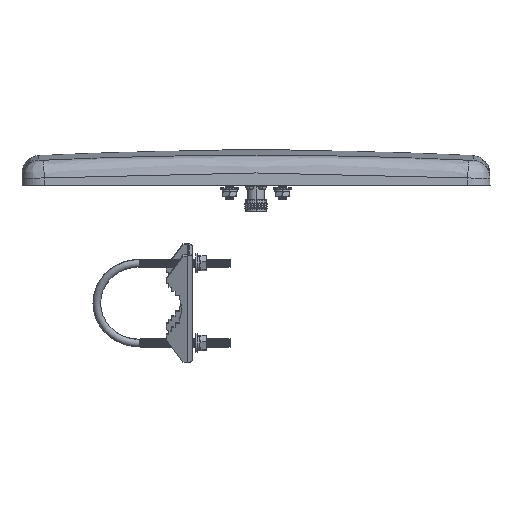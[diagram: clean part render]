
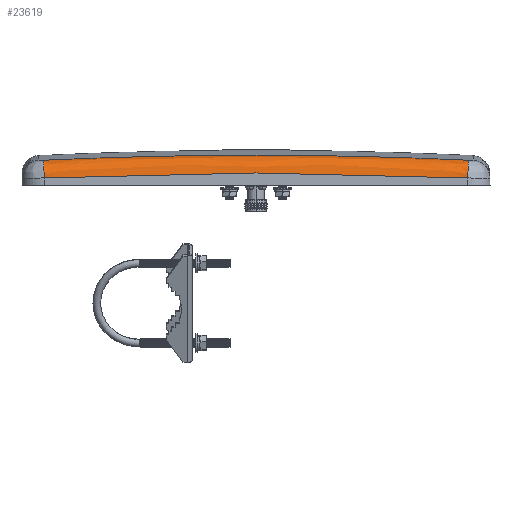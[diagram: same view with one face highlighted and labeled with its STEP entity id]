
A CAD part, top view. The second image highlights one B-rep face of the part: STEP entity #23619.
In plain terms, the highlighted free-form (B-spline) face has degree [3, 3] with [4, 4] control points.
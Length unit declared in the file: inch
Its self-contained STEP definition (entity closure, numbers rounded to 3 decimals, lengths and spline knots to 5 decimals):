
#4378 = CARTESIAN_POINT ( 'NONE',  ( -1.87892, 0.98319, 5.75114 ) ) ;
#4794 = CARTESIAN_POINT ( 'NONE',  ( 1.87568, 0.7775, 6.20079 ) ) ;
#5959 = ORIENTED_EDGE ( 'NONE', *, *, #55014, .T. ) ;
#10525 = FACE_OUTER_BOUND ( 'NONE', #35734, .T. ) ;
#13065 = VERTEX_POINT ( 'NONE', #66928 ) ;
#13450 = CIRCLE ( 'NONE', #21410, 119.04236 ) ;
#15324 = CARTESIAN_POINT ( 'NONE',  ( 5.61024, 0.33403, 6.20079 ) ) ;
#15658 = CARTESIAN_POINT ( 'NONE',  ( -5.61024, 0.33403, 6.20079 ) ) ;
#17135 = CARTESIAN_POINT ( 'NONE',  ( -5.62283, 0.6, 6.20079 ) ) ;
#20384 = VERTEX_POINT ( 'NONE', #50589 ) ;
#21410 = AXIS2_PLACEMENT_3D ( 'NONE', #38075, #40785, #66097 ) ;
#22590 = CARTESIAN_POINT ( 'NONE',  ( 1.87892, 0.98319, 5.75114 ) ) ;
#23619 = ADVANCED_FACE ( 'NONE', ( #10525 ), #70565, .T. ) ;
#23858 = CARTESIAN_POINT ( 'NONE',  ( -1.87148, 0.51113, 6.20079 ) ) ;
#25189 = CARTESIAN_POINT ( 'NONE',  ( 5.63154, 0.78369, 6.20079 ) ) ;
#30003 = CARTESIAN_POINT ( 'NONE',  ( 5.63256, 0.80539, 5.75114 ) ) ;
#33671 =( BOUNDED_CURVE ( )  B_SPLINE_CURVE ( 3, ( #60088, #66688, #47656, #15658 ),
 .UNSPECIFIED., .F., .F. ) 
 B_SPLINE_CURVE_WITH_KNOTS ( ( 4, 4 ),
 ( 0., 1. ),
 .UNSPECIFIED. ) 
 CURVE ( )  GEOMETRIC_REPRESENTATION_ITEM ( )  RATIONAL_B_SPLINE_CURVE ( ( 1., 0.816, 0.816, 1. ) ) 
 REPRESENTATION_ITEM ( '' )  );
#34967 = CARTESIAN_POINT ( 'NONE',  ( 5.61024, 0.33403, 6.20079 ) ) ;
#35734 = EDGE_LOOP ( 'NONE', ( #72042, #67359, #5959, #77490 ) ) ;
#36236 = CARTESIAN_POINT ( 'NONE',  ( -1.87872, 0.97034, 6.0171 ) ) ;
#37851 = EDGE_CURVE ( 'NONE', #13065, #72166, #13450, .T. ) ;
#38075 = CARTESIAN_POINT ( 'NONE',  ( 0., -118.10364, 5.75114 ) ) ;
#39050 =( BOUNDED_CURVE ( )  B_SPLINE_CURVE ( 2, ( #63304, #25189, #81037 ),
 .UNSPECIFIED., .F., .F. ) 
 B_SPLINE_CURVE_WITH_KNOTS ( ( 3, 3 ),
 ( 0., 1. ),
 .UNSPECIFIED. ) 
 CURVE ( )  GEOMETRIC_REPRESENTATION_ITEM ( )  RATIONAL_B_SPLINE_CURVE ( ( 1., 0.724, 1. ) ) 
 REPRESENTATION_ITEM ( '' )  );
#39859 = CARTESIAN_POINT ( 'NONE',  ( 1.87148, 0.51113, 6.20079 ) ) ;
#40250 = CARTESIAN_POINT ( 'NONE',  ( -5.61024, 0.33403, 6.20079 ) ) ;
#40785 = DIRECTION ( 'NONE',  ( 0., 0., -1. ) ) ;
#45666 = CARTESIAN_POINT ( 'NONE',  ( 5.61024, 0.33403, 6.20079 ) ) ;
#46456 = VERTEX_POINT ( 'NONE', #45666 ) ;
#47656 = CARTESIAN_POINT ( 'NONE',  ( -5.62283, 0.6, 6.20079 ) ) ;
#48044 =( BOUNDED_CURVE ( )  B_SPLINE_CURVE ( 3, ( #40250, #78711, #39859, #15324 ),
 .UNSPECIFIED., .F., .F. ) 
 B_SPLINE_CURVE_WITH_KNOTS ( ( 4, 4 ),
 ( 0., 1. ),
 .UNSPECIFIED. ) 
 CURVE ( )  GEOMETRIC_REPRESENTATION_ITEM ( )  RATIONAL_B_SPLINE_CURVE ( ( 1., 0.999, 0.999, 1. ) ) 
 REPRESENTATION_ITEM ( '' )  );
#48310 = CARTESIAN_POINT ( 'NONE',  ( -5.63256, 0.80539, 5.75114 ) ) ;
#48730 = CARTESIAN_POINT ( 'NONE',  ( 1.87872, 0.97034, 6.0171 ) ) ;
#49130 = CARTESIAN_POINT ( 'NONE',  ( 1.87148, 0.51113, 6.20079 ) ) ;
#50589 = CARTESIAN_POINT ( 'NONE',  ( -5.61024, 0.33403, 6.20079 ) ) ;
#55014 = EDGE_CURVE ( 'NONE', #13065, #20384, #33671, .T. ) ;
#55333 = CARTESIAN_POINT ( 'NONE',  ( 5.62283, 0.6, 6.20079 ) ) ;
#60088 = CARTESIAN_POINT ( 'NONE',  ( -5.63256, 0.80539, 5.75114 ) ) ;
#61353 = EDGE_CURVE ( 'NONE', #72166, #46456, #39050, .T. ) ;
#61574 = CARTESIAN_POINT ( 'NONE',  ( -1.87568, 0.7775, 6.20079 ) ) ;
#63304 = CARTESIAN_POINT ( 'NONE',  ( 5.63256, 0.80539, 5.75114 ) ) ;
#66097 = DIRECTION ( 'NONE',  ( -0.048, 0.999, 0. ) ) ;
#66688 = CARTESIAN_POINT ( 'NONE',  ( -5.63196, 0.79255, 6.0171 ) ) ;
#66928 = CARTESIAN_POINT ( 'NONE',  ( -5.63256, 0.80539, 5.75114 ) ) ;
#67359 = ORIENTED_EDGE ( 'NONE', *, *, #37851, .F. ) ;
#70565 =( BOUNDED_SURFACE ( )  B_SPLINE_SURFACE ( 3, 3, ( 
 ( #48310, #4378, #22590, #30003 ),
 ( #79298, #36236, #48730, #73893 ),
 ( #17135, #61574, #4794, #55333 ),
 ( #80512, #23858, #49130, #34967 ) ),
 .UNSPECIFIED., .F., .F., .F. ) 
 B_SPLINE_SURFACE_WITH_KNOTS ( ( 4, 4 ),
 ( 4, 4 ),
 ( 0., 1. ),
 ( 0., 1. ),
 .UNSPECIFIED. ) 
 GEOMETRIC_REPRESENTATION_ITEM ( )  RATIONAL_B_SPLINE_SURFACE ( (
 ( 1., 0.999, 0.999, 1.),
 ( 0.816, 0.815, 0.815, 0.816),
 ( 0.816, 0.815, 0.815, 0.816),
 ( 1., 0.999, 0.999, 1.) ) ) 
 REPRESENTATION_ITEM ( '' )  SURFACE ( )  );
#72042 = ORIENTED_EDGE ( 'NONE', *, *, #61353, .F. ) ;
#72166 = VERTEX_POINT ( 'NONE', #76847 ) ;
#73893 = CARTESIAN_POINT ( 'NONE',  ( 5.63196, 0.79255, 6.0171 ) ) ;
#76847 = CARTESIAN_POINT ( 'NONE',  ( 5.63256, 0.80539, 5.75114 ) ) ;
#77490 = ORIENTED_EDGE ( 'NONE', *, *, #78541, .T. ) ;
#78541 = EDGE_CURVE ( 'NONE', #20384, #46456, #48044, .T. ) ;
#78711 = CARTESIAN_POINT ( 'NONE',  ( -1.87148, 0.51113, 6.20079 ) ) ;
#79298 = CARTESIAN_POINT ( 'NONE',  ( -5.63196, 0.79255, 6.0171 ) ) ;
#80512 = CARTESIAN_POINT ( 'NONE',  ( -5.61024, 0.33403, 6.20079 ) ) ;
#81037 = CARTESIAN_POINT ( 'NONE',  ( 5.61024, 0.33403, 6.20079 ) ) ;
